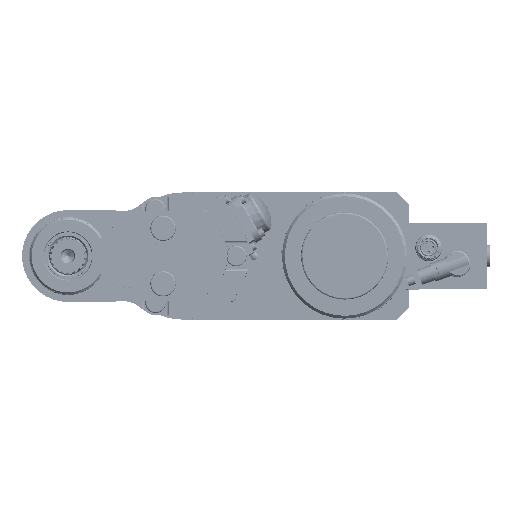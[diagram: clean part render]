
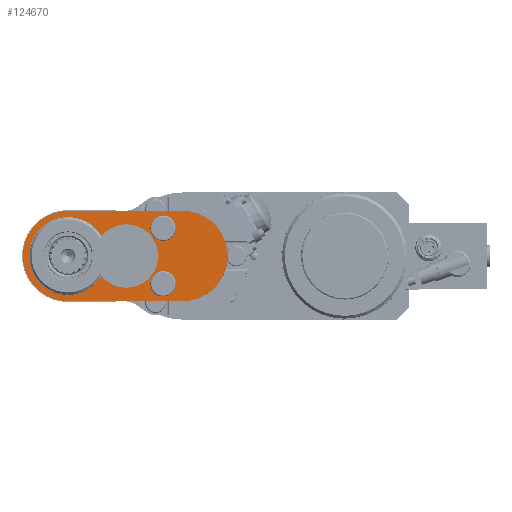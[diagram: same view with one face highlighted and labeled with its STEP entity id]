
A CAD part, left-side view. The second image highlights one B-rep face of the part: STEP entity #124670.
In plain terms, the highlighted planar face has unit normal (-1, 0, 0).
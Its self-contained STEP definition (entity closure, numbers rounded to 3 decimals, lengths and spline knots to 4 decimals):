
#5968=FACE_BOUND('',#20806,.T.);
#5969=FACE_BOUND('',#20807,.T.);
#5970=FACE_BOUND('',#20808,.T.);
#7739=CIRCLE('',#132568,2.85);
#7808=CIRCLE('',#132695,2.85);
#7819=CIRCLE('',#132718,2.46);
#7820=CIRCLE('',#132719,2.005);
#7821=CIRCLE('',#132720,2.005);
#7822=CIRCLE('',#132721,0.5);
#7823=CIRCLE('',#132722,0.5);
#14029=FACE_OUTER_BOUND('',#20805,.T.);
#20805=EDGE_LOOP('',(#82732,#82733,#82734,#82735));
#20806=EDGE_LOOP('',(#82736,#82737,#82738));
#20807=EDGE_LOOP('',(#82739));
#20808=EDGE_LOOP('',(#82740));
#28220=LINE('',#197572,#37676);
#28225=LINE('',#197587,#37681);
#37676=VECTOR('',#149204,7.223);
#37681=VECTOR('',#149221,7.223);
#47950=VERTEX_POINT('',#197569);
#47951=VERTEX_POINT('',#197571);
#47954=VERTEX_POINT('',#197582);
#47955=VERTEX_POINT('',#197586);
#48073=VERTEX_POINT('',#198768);
#48074=VERTEX_POINT('',#198769);
#48075=VERTEX_POINT('',#198771);
#48076=VERTEX_POINT('',#198774);
#48077=VERTEX_POINT('',#198776);
#61261=EDGE_CURVE('',#47951,#47950,#28220,.T.);
#61267=EDGE_CURVE('',#47954,#47951,#7739,.T.);
#61269=EDGE_CURVE('',#47955,#47954,#28225,.T.);
#61428=EDGE_CURVE('',#47950,#47955,#7808,.T.);
#61456=EDGE_CURVE('',#48073,#48074,#7819,.T.);
#61457=EDGE_CURVE('',#48075,#48074,#7820,.T.);
#61458=EDGE_CURVE('',#48073,#48075,#7821,.T.);
#61459=EDGE_CURVE('',#48076,#48076,#7822,.T.);
#61460=EDGE_CURVE('',#48077,#48077,#7823,.T.);
#82732=ORIENTED_EDGE('',*,*,#61428,.T.);
#82733=ORIENTED_EDGE('',*,*,#61269,.T.);
#82734=ORIENTED_EDGE('',*,*,#61267,.T.);
#82735=ORIENTED_EDGE('',*,*,#61261,.T.);
#82736=ORIENTED_EDGE('',*,*,#61456,.T.);
#82737=ORIENTED_EDGE('',*,*,#61457,.F.);
#82738=ORIENTED_EDGE('',*,*,#61458,.F.);
#82739=ORIENTED_EDGE('',*,*,#61459,.F.);
#82740=ORIENTED_EDGE('',*,*,#61460,.F.);
#116445=PLANE('',#132717);
#124670=ADVANCED_FACE('',(#14029,#5968,#5969,#5970),#116445,.T.);
#132568=AXIS2_PLACEMENT_3D('',#197583,#149216,#149217);
#132695=AXIS2_PLACEMENT_3D('',#198637,#149544,#149545);
#132717=AXIS2_PLACEMENT_3D('',#198767,#149599,#149600);
#132718=AXIS2_PLACEMENT_3D('',#198770,#149601,#149602);
#132719=AXIS2_PLACEMENT_3D('',#198772,#149603,#149604);
#132720=AXIS2_PLACEMENT_3D('',#198773,#149605,#149606);
#132721=AXIS2_PLACEMENT_3D('',#198775,#149607,#149608);
#132722=AXIS2_PLACEMENT_3D('',#198777,#149609,#149610);
#149204=DIRECTION('',(0.,-1.,0.));
#149216=DIRECTION('center_axis',(-1.,0.,0.));
#149217=DIRECTION('ref_axis',(0.,0.,
1.));
#149221=DIRECTION('',(0.,1.,0.));
#149544=DIRECTION('center_axis',(-1.,0.,0.));
#149545=DIRECTION('ref_axis',(0.,0.,
-1.));
#149599=DIRECTION('center_axis',(-1.,0.,0.));
#149600=DIRECTION('ref_axis',(0.,0.,
-1.));
#149601=DIRECTION('center_axis',(1.,0.,0.));
#149602=DIRECTION('ref_axis',(0.,-0.861,-0.509));
#149603=DIRECTION('center_axis',(-1.,0.,0.));
#149604=DIRECTION('ref_axis',(0.,0.781,-0.624));
#149605=DIRECTION('center_axis',(-1.,0.,0.));
#149606=DIRECTION('ref_axis',(0.,0.781,-0.624));
#149607=DIRECTION('center_axis',(-1.,0.,0.));
#149608=DIRECTION('ref_axis',(0.,1.,0.009));
#149609=DIRECTION('center_axis',(-1.,0.,0.));
#149610=DIRECTION('ref_axis',(0.,0.,
-1.));
#197569=CARTESIAN_POINT('',(-8.06,0.,-2.85));
#197571=CARTESIAN_POINT('',(-8.06,7.223,-2.85));
#197572=CARTESIAN_POINT('',(-8.06,7.223,-2.85));
#197582=CARTESIAN_POINT('',(-8.06,7.223,2.85));
#197583=CARTESIAN_POINT('Origin',(-8.06,7.223,0.));
#197586=CARTESIAN_POINT('',(-8.06,0.,2.85));
#197587=CARTESIAN_POINT('',(-8.06,0.,2.85));
#198637=CARTESIAN_POINT('Origin',(-8.06,0.,
0.));
#198767=CARTESIAN_POINT('Origin',(-8.06,7.223,0.));
#198768=CARTESIAN_POINT('',(-8.06,5.1048,-1.251));
#198769=CARTESIAN_POINT('',(-8.06,5.1048,1.251));
#198770=CARTESIAN_POINT('Origin',(-8.06,7.223,0.));
#198771=CARTESIAN_POINT('',(-8.06,3.538,2.005));
#198772=CARTESIAN_POINT('Origin',(-8.06,3.538,0.));
#198773=CARTESIAN_POINT('Origin',(-8.06,3.538,0.));
#198774=CARTESIAN_POINT('',(-8.06,1.723,1.7544));
#198775=CARTESIAN_POINT('Origin',(-8.06,1.223,1.75));
#198776=CARTESIAN_POINT('',(-8.06,1.223,-2.25));
#198777=CARTESIAN_POINT('Origin',(-8.06,1.223,-1.75));
